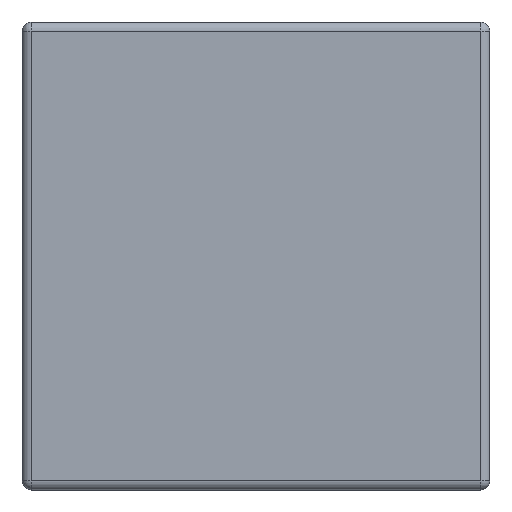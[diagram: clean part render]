
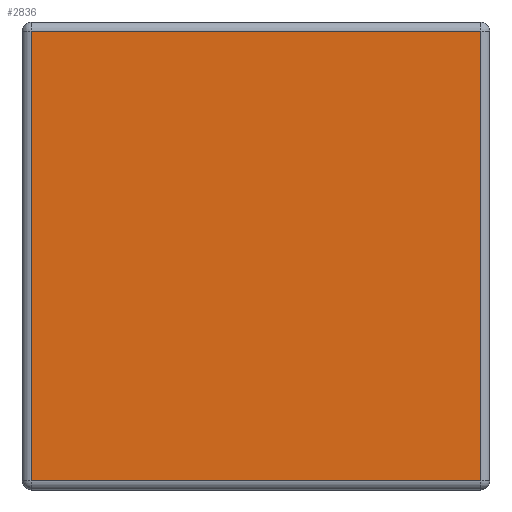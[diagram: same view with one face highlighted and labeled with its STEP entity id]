
A CAD part, left-side view. The second image highlights one B-rep face of the part: STEP entity #2836.
In plain terms, the highlighted planar face has unit normal (-1, 0, 0).
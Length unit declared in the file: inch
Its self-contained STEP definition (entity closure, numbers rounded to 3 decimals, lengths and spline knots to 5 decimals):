
#2147 = CYLINDRICAL_SURFACE('',#2148,0.00039);
#2148 = AXIS2_PLACEMENT_3D('',#2149,#2150,#2151);
#2149 = CARTESIAN_POINT('',(-0.019,-0.00945,0.));
#2150 = DIRECTION('',(0.,0.,1.));
#2151 = DIRECTION('',(-1.,0.,0.));
#2327 = CYLINDRICAL_SURFACE('',#2328,0.00039);
#2328 = AXIS2_PLACEMENT_3D('',#2329,#2330,#2331);
#2329 = CARTESIAN_POINT('',(-0.019,-0.00984,
    0.00039));
#2330 = DIRECTION('',(0.,1.,0.));
#2331 = DIRECTION('',(-1.,0.,0.));
#2381 = CYLINDRICAL_SURFACE('',#2382,0.00039);
#2382 = AXIS2_PLACEMENT_3D('',#2383,#2384,#2385);
#2383 = CARTESIAN_POINT('',(-0.019,-0.00984,
    0.01929));
#2384 = DIRECTION('',(0.,1.,0.));
#2385 = DIRECTION('',(-1.,0.,0.));
#2519 = CYLINDRICAL_SURFACE('',#2520,0.00039);
#2520 = AXIS2_PLACEMENT_3D('',#2521,#2522,#2523);
#2521 = CARTESIAN_POINT('',(-0.019,0.00945,0.));
#2522 = DIRECTION('',(0.,0.,1.));
#2523 = DIRECTION('',(-1.,0.,0.));
#2535 = EDGE_CURVE('',#2536,#2538,#2540,.T.);
#2536 = VERTEX_POINT('',#2537);
#2537 = CARTESIAN_POINT('',(-0.01939,-0.00945,
    0.00039));
#2538 = VERTEX_POINT('',#2539);
#2539 = CARTESIAN_POINT('',(-0.01939,-0.00945,
    0.01929));
#2540 = SURFACE_CURVE('',#2541,(#2545,#2552),.PCURVE_S1.);
#2541 = LINE('',#2542,#2543);
#2542 = CARTESIAN_POINT('',(-0.01939,-0.00945,0.));
#2543 = VECTOR('',#2544,0.03937);
#2544 = DIRECTION('',(0.,0.,1.));
#2545 = PCURVE('',#2147,#2546);
#2546 = DEFINITIONAL_REPRESENTATION('',(#2547),#2551);
#2547 = LINE('',#2548,#2549);
#2548 = CARTESIAN_POINT('',(0.,0.));
#2549 = VECTOR('',#2550,1.);
#2550 = DIRECTION('',(0.,1.));
#2551 = ( GEOMETRIC_REPRESENTATION_CONTEXT(2) 
PARAMETRIC_REPRESENTATION_CONTEXT() REPRESENTATION_CONTEXT('2D SPACE',''
  ) );
#2552 = PCURVE('',#2553,#2558);
#2553 = PLANE('',#2554);
#2554 = AXIS2_PLACEMENT_3D('',#2555,#2556,#2557);
#2555 = CARTESIAN_POINT('',(-0.01939,-0.00984,0.)
  );
#2556 = DIRECTION('',(1.,0.,0.));
#2557 = DIRECTION('',(0.,0.,1.));
#2558 = DEFINITIONAL_REPRESENTATION('',(#2559),#2563);
#2559 = LINE('',#2560,#2561);
#2560 = CARTESIAN_POINT('',(0.,0.));
#2561 = VECTOR('',#2562,1.);
#2562 = DIRECTION('',(1.,0.));
#2563 = ( GEOMETRIC_REPRESENTATION_CONTEXT(2) 
PARAMETRIC_REPRESENTATION_CONTEXT() REPRESENTATION_CONTEXT('2D SPACE',''
  ) );
#2663 = EDGE_CURVE('',#2536,#2664,#2666,.T.);
#2664 = VERTEX_POINT('',#2665);
#2665 = CARTESIAN_POINT('',(-0.01939,0.00945,
    0.00039));
#2666 = SURFACE_CURVE('',#2667,(#2671,#2678),.PCURVE_S1.);
#2667 = LINE('',#2668,#2669);
#2668 = CARTESIAN_POINT('',(-0.01939,-0.00984,
    0.00039));
#2669 = VECTOR('',#2670,0.03937);
#2670 = DIRECTION('',(0.,1.,0.));
#2671 = PCURVE('',#2327,#2672);
#2672 = DEFINITIONAL_REPRESENTATION('',(#2673),#2677);
#2673 = LINE('',#2674,#2675);
#2674 = CARTESIAN_POINT('',(6.283,0.));
#2675 = VECTOR('',#2676,1.);
#2676 = DIRECTION('',(-0.,1.));
#2677 = ( GEOMETRIC_REPRESENTATION_CONTEXT(2) 
PARAMETRIC_REPRESENTATION_CONTEXT() REPRESENTATION_CONTEXT('2D SPACE',''
  ) );
#2678 = PCURVE('',#2553,#2679);
#2679 = DEFINITIONAL_REPRESENTATION('',(#2680),#2684);
#2680 = LINE('',#2681,#2682);
#2681 = CARTESIAN_POINT('',(0.,0.));
#2682 = VECTOR('',#2683,1.);
#2683 = DIRECTION('',(0.,-1.));
#2684 = ( GEOMETRIC_REPRESENTATION_CONTEXT(2) 
PARAMETRIC_REPRESENTATION_CONTEXT() REPRESENTATION_CONTEXT('2D SPACE',''
  ) );
#2714 = VERTEX_POINT('',#2715);
#2715 = CARTESIAN_POINT('',(-0.01939,0.00945,
    0.01929));
#2737 = EDGE_CURVE('',#2538,#2714,#2738,.T.);
#2738 = SURFACE_CURVE('',#2739,(#2743,#2750),.PCURVE_S1.);
#2739 = LINE('',#2740,#2741);
#2740 = CARTESIAN_POINT('',(-0.01939,-0.00984,
    0.01929));
#2741 = VECTOR('',#2742,0.03937);
#2742 = DIRECTION('',(0.,1.,0.));
#2743 = PCURVE('',#2381,#2744);
#2744 = DEFINITIONAL_REPRESENTATION('',(#2745),#2749);
#2745 = LINE('',#2746,#2747);
#2746 = CARTESIAN_POINT('',(0.,0.));
#2747 = VECTOR('',#2748,1.);
#2748 = DIRECTION('',(0.,1.));
#2749 = ( GEOMETRIC_REPRESENTATION_CONTEXT(2) 
PARAMETRIC_REPRESENTATION_CONTEXT() REPRESENTATION_CONTEXT('2D SPACE',''
  ) );
#2750 = PCURVE('',#2553,#2751);
#2751 = DEFINITIONAL_REPRESENTATION('',(#2752),#2756);
#2752 = LINE('',#2753,#2754);
#2753 = CARTESIAN_POINT('',(0.019,0.));
#2754 = VECTOR('',#2755,1.);
#2755 = DIRECTION('',(0.,-1.));
#2756 = ( GEOMETRIC_REPRESENTATION_CONTEXT(2) 
PARAMETRIC_REPRESENTATION_CONTEXT() REPRESENTATION_CONTEXT('2D SPACE',''
  ) );
#2816 = EDGE_CURVE('',#2664,#2714,#2817,.T.);
#2817 = SURFACE_CURVE('',#2818,(#2822,#2829),.PCURVE_S1.);
#2818 = LINE('',#2819,#2820);
#2819 = CARTESIAN_POINT('',(-0.01939,0.00945,0.));
#2820 = VECTOR('',#2821,0.03937);
#2821 = DIRECTION('',(0.,0.,1.));
#2822 = PCURVE('',#2519,#2823);
#2823 = DEFINITIONAL_REPRESENTATION('',(#2824),#2828);
#2824 = LINE('',#2825,#2826);
#2825 = CARTESIAN_POINT('',(6.283,0.));
#2826 = VECTOR('',#2827,1.);
#2827 = DIRECTION('',(-0.,1.));
#2828 = ( GEOMETRIC_REPRESENTATION_CONTEXT(2) 
PARAMETRIC_REPRESENTATION_CONTEXT() REPRESENTATION_CONTEXT('2D SPACE',''
  ) );
#2829 = PCURVE('',#2553,#2830);
#2830 = DEFINITIONAL_REPRESENTATION('',(#2831),#2835);
#2831 = LINE('',#2832,#2833);
#2832 = CARTESIAN_POINT('',(0.,-0.019));
#2833 = VECTOR('',#2834,1.);
#2834 = DIRECTION('',(1.,0.));
#2835 = ( GEOMETRIC_REPRESENTATION_CONTEXT(2) 
PARAMETRIC_REPRESENTATION_CONTEXT() REPRESENTATION_CONTEXT('2D SPACE',''
  ) );
#2836 = ADVANCED_FACE('',(#2837),#2553,.F.);
#2837 = FACE_BOUND('',#2838,.F.);
#2838 = EDGE_LOOP('',(#2839,#2840,#2841,#2842));
#2839 = ORIENTED_EDGE('',*,*,#2535,.F.);
#2840 = ORIENTED_EDGE('',*,*,#2663,.T.);
#2841 = ORIENTED_EDGE('',*,*,#2816,.T.);
#2842 = ORIENTED_EDGE('',*,*,#2737,.F.);
